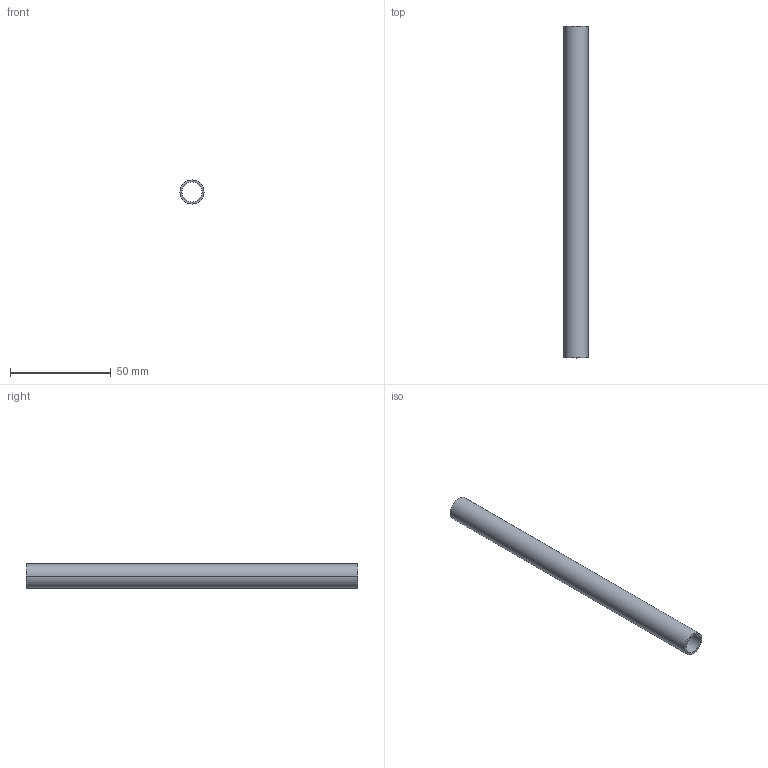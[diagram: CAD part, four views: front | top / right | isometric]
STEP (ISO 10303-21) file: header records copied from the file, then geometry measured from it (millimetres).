
FILE_DESCRIPTION((''),'2;1');
FILE_NAME('12094_CEV_FI12','2022-09-19T07:58:15',('PredragRovcanin'),('Audax d.o.o.'),'CREO PARAMETRIC BY PTC INC, 2020281','CREO PARAMETRIC BY PTC INC, 2020281','');
FILE_SCHEMA(('AP242_MANAGED_MODEL_BASED_3D_ENGINEERING_MIM_LF { 1 0 10303 442 1 1 4 }'));
Length unit declared in the file: millimetre
Products named in the file (1): 12094_CEV_FI12
Bounding box: 12 x 165 x 12 mm (x, y, z)
Volume: 5702 mm3; surface area: 11473.1 mm2
Topology: 1 solids, 1 shells, 6 faces, 14 edges, 12 vertices
Faces by surface type: cylinder 4, plane 2
Entity records: 692 total; most frequent: COLOUR_RGB 322, DIRECTION 36, CARTESIAN_POINT 31, ORIENTED_EDGE 24, PROPERTY_DEFINITION 20, REPRESENTATION 18, PROPERTY_DEFINITION_REPRESENTATION 18, PRESENTATION_STYLE_ASSIGNMENT 16
